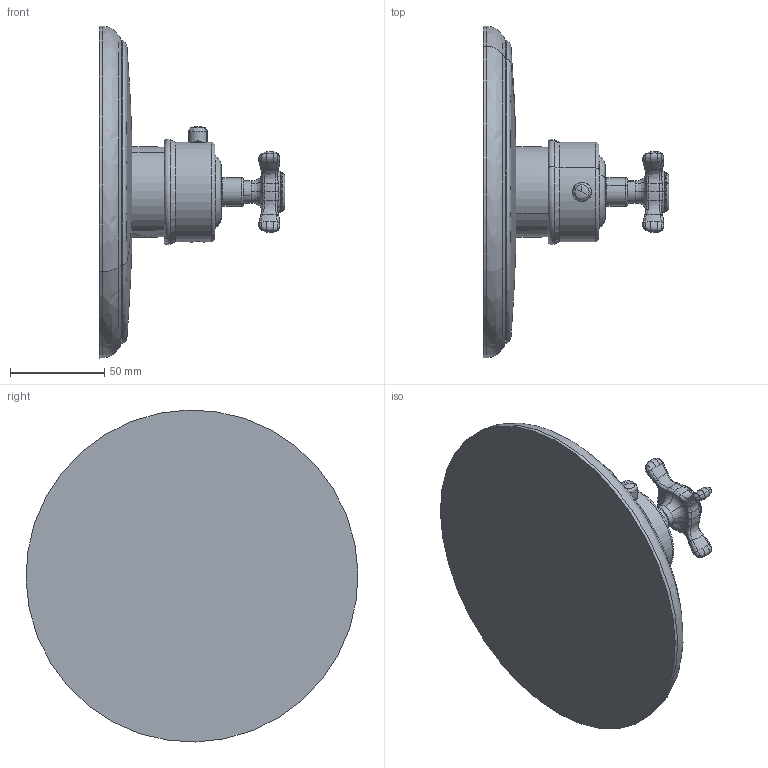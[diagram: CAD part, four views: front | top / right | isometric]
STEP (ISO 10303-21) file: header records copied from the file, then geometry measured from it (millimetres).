
FILE_DESCRIPTION(('CAx-IF Rec.Pracs.---Model Styling and Organization---1.2---2011-12-15','CAx-IF Rec.Pracs.---Geometric and Assembly Validation Properties---4.1---2014-06-16','CAx-IF Rec.Pracs.---PMI Polyline Presentation---2.0---2013-05-24'),'2;1');
FILE_NAME('1000151360_PPR_000.stp','2021-02-22T13:30:51+01:00',(''),(''),'STEP Interface 4.3 by CT CoreTechnologie','3D_Evolution4.3 by CT CoreTechnologie','');
FILE_SCHEMA(('AP203_CONFIGURATION_CONTROLLED_3D_DESIGN_OF_MECHANICAL_PARTS_AND_ASSEMBLIES_MIM_LF'));
Length unit declared in the file: millimetre
Products named in the file (10): P_2 AX Montreux Therm.UP F-Set High Flow 1000151360_PPR_000_A0; P_2 Thermostatgriff kpl. UPT Traditional 1000084532_PPR_000_A1; P_2 Thermostatgriff UPT Traditional 1000084533_PPA_000_A1; P_2 Kreuzgriff 19,5 kpl. UPT-FS Traditio 1000084536_PPR_000_A0; P_2 Kreuzgriff 19,5 bearbeitet Tradition 1000084537_PPA_000_A0; P_2 Druckknopf 1000084539_PPA_000_A0; Gewindestift DIN551-5x16-A1-mit Streifen 1000010961_PPA_000_A0; P_2 Kappe 2G-WTA Traditional 1000084538_PPA_000_A0; P_2 Rosette UPT_DUPM Montreux 1000110176_PPA_000_A0; P_2 Anschlaghuelse_UPT-FS_T42 (22,5mm) 1000126014_PPA_000_A0
Assembly tree (9 placements, depth 4):
  P_2 AX Montreux Therm.UP F-Set High Flow 1000151360_PPR_000_A0
    P_2 Thermostatgriff kpl. UPT Traditional 1000084532_PPR_000_A1
      P_2 Thermostatgriff UPT Traditional 1000084533_PPA_000_A1
      P_2 Kreuzgriff 19,5 kpl. UPT-FS Traditio 1000084536_PPR_000_A0
        P_2 Kreuzgriff 19,5 bearbeitet Tradition 1000084537_PPA_000_A0
      P_2 Druckknopf 1000084539_PPA_000_A0
      Gewindestift DIN551-5x16-A1-mit Streifen 1000010961_PPA_000_A0
    P_2 Kappe 2G-WTA Traditional 1000084538_PPA_000_A0
    P_2 Rosette UPT_DUPM Montreux 1000110176_PPA_000_A0
    P_2 Anschlaghuelse_UPT-FS_T42 (22,5mm) 1000126014_PPA_000_A0
Bounding box: 98.55 x 175.95 x 175.95 mm (x, y, z)
Volume: 472085.2 mm3; surface area: 76255.3 mm2
Topology: 7 solids, 7 shells, 283 faces, 602 edges, 336 vertices
Faces by surface type: bspline 220, plane 38, cylinder 25
Entity records: 37661 total; most frequent: CARTESIAN_POINT 28693, ORIENTED_EDGE 1198, DIRECTION 780, EDGE_CURVE 599, VERTEX_POINT 336, AXIS2_PLACEMENT_3D 332, EDGE_LOOP 289, FACE_OUTER_BOUND 283
